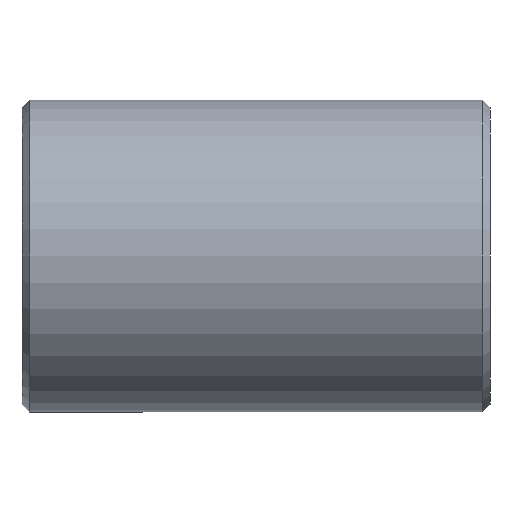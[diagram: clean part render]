
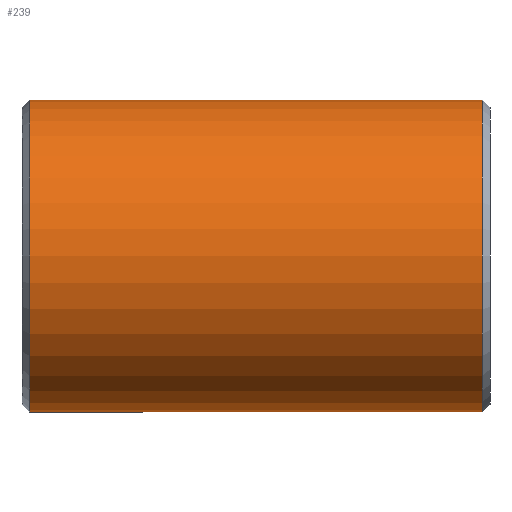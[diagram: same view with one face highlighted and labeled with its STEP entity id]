
A CAD part, left-side view. The second image highlights one B-rep face of the part: STEP entity #239.
In plain terms, the highlighted cylindrical face has radius 10 mm (diameter 20 mm), a partial arc.
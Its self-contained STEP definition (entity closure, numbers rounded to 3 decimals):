
#33 = EDGE_CURVE ( 'NONE', #225, #36, #85, .T. ) ;
#36 = VERTEX_POINT ( 'NONE', #145 ) ;
#39 = VERTEX_POINT ( 'NONE', #97 ) ;
#52 = EDGE_CURVE ( 'NONE', #158, #39, #214, .T. ) ;
#84 = CARTESIAN_POINT ( 'NONE',  ( 0., 20.182, -10. ) ) ;
#85 = LINE ( 'NONE', #84, #147 ) ;
#97 = CARTESIAN_POINT ( 'NONE',  ( 0., 14.5, 10. ) ) ;
#111 = ORIENTED_EDGE ( 'NONE', *, *, #142, .T. ) ;
#123 = EDGE_LOOP ( 'NONE', ( #194, #111, #143, #240 ) ) ;
#142 = EDGE_CURVE ( 'NONE', #225, #158, #385, .T. ) ;
#143 = ORIENTED_EDGE ( 'NONE', *, *, #52, .T. ) ;
#145 = CARTESIAN_POINT ( 'NONE',  ( 0., 14.5, -10. ) ) ;
#146 = DIRECTION ( 'NONE',  ( 0., 1., 0. ) ) ;
#147 = VECTOR ( 'NONE', #146, 1000. ) ;
#153 = EDGE_CURVE ( 'NONE', #36, #39, #304, .T. ) ;
#158 = VERTEX_POINT ( 'NONE', #345 ) ;
#194 = ORIENTED_EDGE ( 'NONE', *, *, #33, .F. ) ;
#211 = DIRECTION ( 'NONE',  ( 0., 1., 0. ) ) ;
#212 = VECTOR ( 'NONE', #211, 1000. ) ;
#213 = CARTESIAN_POINT ( 'NONE',  ( 0., 20.182, 10. ) ) ;
#214 = LINE ( 'NONE', #213, #212 ) ;
#225 = VERTEX_POINT ( 'NONE', #363 ) ;
#239 = ADVANCED_FACE ( 'NONE', ( #362 ), #360, .T. ) ;
#240 = ORIENTED_EDGE ( 'NONE', *, *, #153, .F. ) ;
#301 = DIRECTION ( 'NONE',  ( 0., 0., 1. ) ) ;
#302 = DIRECTION ( 'NONE',  ( 0., 1., 0. ) ) ;
#303 = AXIS2_PLACEMENT_3D ( 'NONE', #380, #302, #301 ) ;
#304 = CIRCLE ( 'NONE', #303, 10. ) ;
#309 = DIRECTION ( 'NONE',  ( 0., 0., 1. ) ) ;
#310 = DIRECTION ( 'NONE',  ( 0., 1., 0. ) ) ;
#311 = CARTESIAN_POINT ( 'NONE',  ( 0., 20.182, 0. ) ) ;
#345 = CARTESIAN_POINT ( 'NONE',  ( 0., -14.5, 10. ) ) ;
#350 = DIRECTION ( 'NONE',  ( 0., 0., 1. ) ) ;
#360 = CYLINDRICAL_SURFACE ( 'NONE', #361, 10. ) ;
#361 = AXIS2_PLACEMENT_3D ( 'NONE', #311, #310, #309 ) ;
#362 = FACE_OUTER_BOUND ( 'NONE', #123, .T. ) ;
#363 = CARTESIAN_POINT ( 'NONE',  ( 0., -14.5, -10. ) ) ;
#380 = CARTESIAN_POINT ( 'NONE',  ( 0., 14.5, 0. ) ) ;
#384 = AXIS2_PLACEMENT_3D ( 'NONE', #394, #393, #350 ) ;
#385 = CIRCLE ( 'NONE', #384, 10. ) ;
#393 = DIRECTION ( 'NONE',  ( 0., 1., 0. ) ) ;
#394 = CARTESIAN_POINT ( 'NONE',  ( 0., -14.5, 0. ) ) ;
